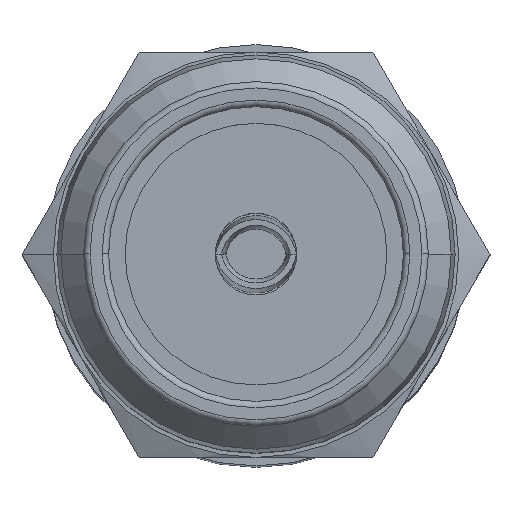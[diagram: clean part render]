
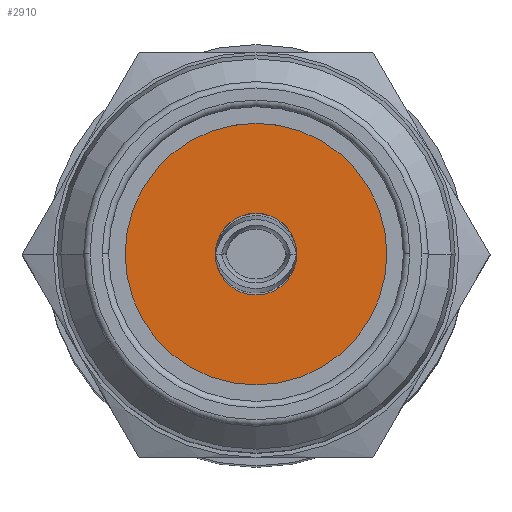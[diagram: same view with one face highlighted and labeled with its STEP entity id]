
A CAD part, top view. The second image highlights one B-rep face of the part: STEP entity #2910.
In plain terms, the highlighted planar face has unit normal (0, 0, 1).
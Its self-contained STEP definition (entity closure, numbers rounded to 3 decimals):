
#84 = AXIS2_PLACEMENT_3D ( 'NONE', #2927, #1123, #2662 ) ;
#104 = DIRECTION ( 'NONE',  ( 0., 1., 0. ) ) ;
#106 = EDGE_CURVE ( 'NONE', #789, #1305, #3116, .T. ) ;
#160 = ORIENTED_EDGE ( 'NONE', *, *, #226, .T. ) ;
#226 = EDGE_CURVE ( 'NONE', #2475, #1421, #1657, .T. ) ;
#419 = EDGE_LOOP ( 'NONE', ( #160, #1341 ) ) ;
#430 = CARTESIAN_POINT ( 'NONE',  ( -2.05, 0., -1.98 ) ) ;
#669 = EDGE_CURVE ( 'NONE', #1305, #789, #1039, .T. ) ;
#704 = AXIS2_PLACEMENT_3D ( 'NONE', #2013, #3366, #1029 ) ;
#786 = ORIENTED_EDGE ( 'NONE', *, *, #106, .T. ) ;
#789 = VERTEX_POINT ( 'NONE', #1711 ) ;
#816 = AXIS2_PLACEMENT_3D ( 'NONE', #1449, #3267, #1191 ) ;
#1000 = EDGE_LOOP ( 'NONE', ( #786, #1046 ) ) ;
#1029 = DIRECTION ( 'NONE',  ( 0., -1., 0. ) ) ;
#1039 = CIRCLE ( 'NONE', #704, 2.05 ) ;
#1046 = ORIENTED_EDGE ( 'NONE', *, *, #669, .T. ) ;
#1098 = AXIS2_PLACEMENT_3D ( 'NONE', #2187, #2700, #1167 ) ;
#1123 = DIRECTION ( 'NONE',  ( 0., 0., 1. ) ) ;
#1167 = DIRECTION ( 'NONE',  ( 0., -1., 0. ) ) ;
#1191 = DIRECTION ( 'NONE',  ( 0., 1., 0. ) ) ;
#1305 = VERTEX_POINT ( 'NONE', #430 ) ;
#1341 = ORIENTED_EDGE ( 'NONE', *, *, #1525, .T. ) ;
#1421 = VERTEX_POINT ( 'NONE', #2462 ) ;
#1449 = CARTESIAN_POINT ( 'NONE',  ( 0., 0., -1.98 ) ) ;
#1468 = CARTESIAN_POINT ( 'NONE',  ( 0., 0.64, -1.98 ) ) ;
#1525 = EDGE_CURVE ( 'NONE', #1421, #2475, #2459, .T. ) ;
#1562 = FACE_OUTER_BOUND ( 'NONE', #1000, .T. ) ;
#1657 = CIRCLE ( 'NONE', #816, 0.64 ) ;
#1685 = DIRECTION ( 'NONE',  ( 0., 0., -1. ) ) ;
#1711 = CARTESIAN_POINT ( 'NONE',  ( 2.05, 0., -1.98 ) ) ;
#2013 = CARTESIAN_POINT ( 'NONE',  ( 0., 0., -1.98 ) ) ;
#2187 = CARTESIAN_POINT ( 'NONE',  ( 0., 0.64, -1.98 ) ) ;
#2196 = CARTESIAN_POINT ( 'NONE',  ( 0., 0., -1.98 ) ) ;
#2232 = FACE_BOUND ( 'NONE', #419, .T. ) ;
#2429 = AXIS2_PLACEMENT_3D ( 'NONE', #2196, #1685, #104 ) ;
#2459 = CIRCLE ( 'NONE', #2429, 0.64 ) ;
#2462 = CARTESIAN_POINT ( 'NONE',  ( 0., -0.64, -1.98 ) ) ;
#2475 = VERTEX_POINT ( 'NONE', #1468 ) ;
#2662 = DIRECTION ( 'NONE',  ( 0., -1., 0. ) ) ;
#2700 = DIRECTION ( 'NONE',  ( 0., 0., 1. ) ) ;
#2910 = ADVANCED_FACE ( 'NONE', ( #2232, #1562 ), #3234, .T. ) ;
#2927 = CARTESIAN_POINT ( 'NONE',  ( 0., 0., -1.98 ) ) ;
#3116 = CIRCLE ( 'NONE', #84, 2.05 ) ;
#3234 = PLANE ( 'NONE',  #1098 ) ;
#3267 = DIRECTION ( 'NONE',  ( 0., 0., -1. ) ) ;
#3366 = DIRECTION ( 'NONE',  ( 0., 0., 1. ) ) ;
